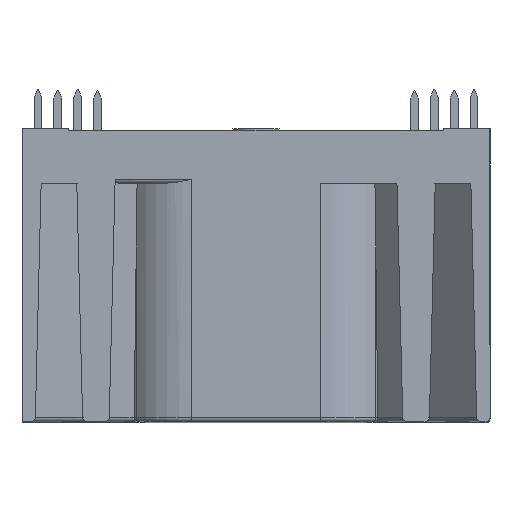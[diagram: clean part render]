
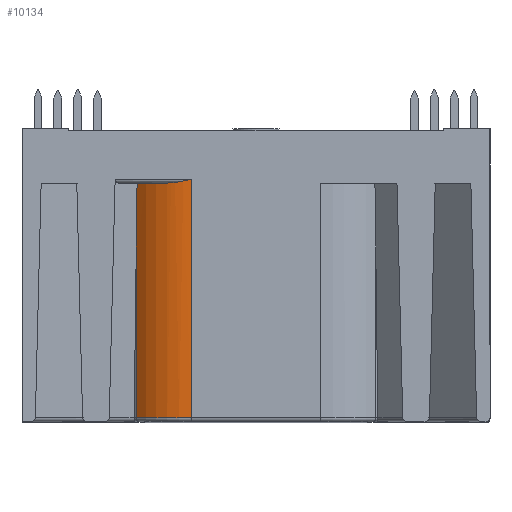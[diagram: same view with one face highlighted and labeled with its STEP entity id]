
A CAD part, top view. The second image highlights one B-rep face of the part: STEP entity #10134.
In plain terms, the highlighted cylindrical face has radius 10 mm (diameter 20 mm), a partial arc.
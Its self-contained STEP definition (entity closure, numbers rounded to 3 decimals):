
#45 = ORIENTED_EDGE ( 'NONE', *, *, #13332, .T. ) ;
#100 = CARTESIAN_POINT ( 'NONE',  ( -8.284, -30.1, 20. ) ) ;
#124 = CARTESIAN_POINT ( 'NONE',  ( -10.112, 0.124, 29.835 ) ) ;
#134 = CARTESIAN_POINT ( 'NONE',  ( -15.32, -5.723, 27.106 ) ) ;
#282 = CARTESIAN_POINT ( 'NONE',  ( -11.407, 0., 29.5 ) ) ;
#340 = EDGE_CURVE ( 'NONE', #14242, #12288, #14378, .T. ) ;
#470 = LINE ( 'NONE', #13346, #9616 ) ;
#3510 = EDGE_CURVE ( 'NONE', #13036, #12288, #10807, .T. ) ;
#3516 = EDGE_LOOP ( 'NONE', ( #9335, #11597, #15312, #45, #4669, #5274 ) ) ;
#3767 = DIRECTION ( 'NONE',  ( 0., -1., 0. ) ) ;
#3828 = CARTESIAN_POINT ( 'NONE',  ( -8.545, 0.442, 30. ) ) ;
#4261 = CARTESIAN_POINT ( 'NONE',  ( -8.284, -30.6, 30. ) ) ;
#4669 = ORIENTED_EDGE ( 'NONE', *, *, #15133, .F. ) ;
#4805 = CARTESIAN_POINT ( 'NONE',  ( -15.355, -8.585, 27.071 ) ) ;
#4990 = VERTEX_POINT ( 'NONE', #6151 ) ;
#4996 = CARTESIAN_POINT ( 'NONE',  ( -10.373, 0.082, 29.783 ) ) ;
#5092 = CARTESIAN_POINT ( 'NONE',  ( -8.284, 0.5, 30. ) ) ;
#5106 = AXIS2_PLACEMENT_3D ( 'NONE', #7247, #3767, #9666 ) ;
#5274 = ORIENTED_EDGE ( 'NONE', *, *, #14161, .F. ) ;
#5488 = DIRECTION ( 'NONE',  ( 0., 1., 0. ) ) ;
#5537 = VERTEX_POINT ( 'NONE', #14373 ) ;
#5781 = CARTESIAN_POINT ( 'NONE',  ( -8.284, 0.5, 30. ) ) ;
#6132 = CARTESIAN_POINT ( 'NONE',  ( -9.331, 0.271, 29.949 ) ) ;
#6151 = CARTESIAN_POINT ( 'NONE',  ( -15.355, -8.585, 27.071 ) ) ;
#6175 = CARTESIAN_POINT ( 'NONE',  ( -10.893, 0.02, 29.658 ) ) ;
#6187 = CARTESIAN_POINT ( 'NONE',  ( -15.284, -2.862, 27.141 ) ) ;
#7094 = AXIS2_PLACEMENT_3D ( 'NONE', #12653, #5488, #13875 ) ;
#7247 = CARTESIAN_POINT ( 'NONE',  ( -8.284, -29.6, 20. ) ) ;
#7393 = CARTESIAN_POINT ( 'NONE',  ( -11.15, 0., 29.584 ) ) ;
#7861 = FACE_OUTER_BOUND ( 'NONE', #3516, .T. ) ;
#8972 = CIRCLE ( 'NONE', #7094, 10. ) ;
#9200 = CYLINDRICAL_SURFACE ( 'NONE', #5106, 10. ) ;
#9335 = ORIENTED_EDGE ( 'NONE', *, *, #10749, .F. ) ;
#9616 = VECTOR ( 'NONE', #12079, 1000. ) ;
#9666 = DIRECTION ( 'NONE',  ( 0., 0., -1. ) ) ;
#10067 = CARTESIAN_POINT ( 'NONE',  ( -8.284, -30.1, 30. ) ) ;
#10134 = ADVANCED_FACE ( 'NONE', ( #7861 ), #9200, .T. ) ;
#10440 = VECTOR ( 'NONE', #13765, 1000. ) ;
#10749 = EDGE_CURVE ( 'NONE', #14242, #4990, #470, .T. ) ;
#10807 = LINE ( 'NONE', #4261, #10440 ) ;
#11063 = CARTESIAN_POINT ( 'NONE',  ( -8.808, 0.383, 29.99 ) ) ;
#11275 = CARTESIAN_POINT ( 'NONE',  ( -11.407, 0., 29.5 ) ) ;
#11597 = ORIENTED_EDGE ( 'NONE', *, *, #340, .T. ) ;
#12053 = AXIS2_PLACEMENT_3D ( 'NONE', #100, #13128, #13292 ) ;
#12079 = DIRECTION ( 'NONE',  ( 0., 1., 0. ) ) ;
#12122 = CARTESIAN_POINT ( 'NONE',  ( -15.355, -30.1, 27.071 ) ) ;
#12162 = CARTESIAN_POINT ( 'NONE',  ( -9.591, 0.218, 29.918 ) ) ;
#12288 = VERTEX_POINT ( 'NONE', #10067 ) ;
#12504 =( BOUNDED_CURVE ( )  B_SPLINE_CURVE ( 3, ( #4805, #134, #6187, #14370 ),
 .UNSPECIFIED., .F., .F. ) 
 B_SPLINE_CURVE_WITH_KNOTS ( ( 4, 4 ),
 ( 1.571, 1.586 ),
 .UNSPECIFIED. ) 
 CURVE ( )  GEOMETRIC_REPRESENTATION_ITEM ( )  RATIONAL_B_SPLINE_CURVE ( ( 1., 1., 1., 1. ) ) 
 REPRESENTATION_ITEM ( '' )  );
#12653 = CARTESIAN_POINT ( 'NONE',  ( -8.284, 0., 20. ) ) ;
#13036 = VERTEX_POINT ( 'NONE', #5781 ) ;
#13128 = DIRECTION ( 'NONE',  ( 0., 1., 0. ) ) ;
#13292 = DIRECTION ( 'NONE',  ( 0., 0., 1. ) ) ;
#13332 = EDGE_CURVE ( 'NONE', #13036, #13471, #13478, .T. ) ;
#13346 = CARTESIAN_POINT ( 'NONE',  ( -15.355, 0., 27.071 ) ) ;
#13471 = VERTEX_POINT ( 'NONE', #11275 ) ;
#13478 = B_SPLINE_CURVE_WITH_KNOTS ( 'NONE', 3,
 ( #5092, #3828, #11063, #6132, #12162, #124, #4996, #6175, #7393, #282 ),
 .UNSPECIFIED., .F., .F.,
 ( 4, 2, 2, 2, 4 ),
 ( 0., 0.001, 0.002, 0.002, 0.003 ),
 .UNSPECIFIED. ) ;
#13765 = DIRECTION ( 'NONE',  ( 0., -1., 0. ) ) ;
#13875 = DIRECTION ( 'NONE',  ( 0., 0., 1. ) ) ;
#14161 = EDGE_CURVE ( 'NONE', #4990, #5537, #12504, .T. ) ;
#14242 = VERTEX_POINT ( 'NONE', #12122 ) ;
#14370 = CARTESIAN_POINT ( 'NONE',  ( -15.249, 0., 27.176 ) ) ;
#14373 = CARTESIAN_POINT ( 'NONE',  ( -15.249, 0., 27.176 ) ) ;
#14378 = CIRCLE ( 'NONE', #12053, 10. ) ;
#15133 = EDGE_CURVE ( 'NONE', #5537, #13471, #8972, .T. ) ;
#15312 = ORIENTED_EDGE ( 'NONE', *, *, #3510, .F. ) ;
